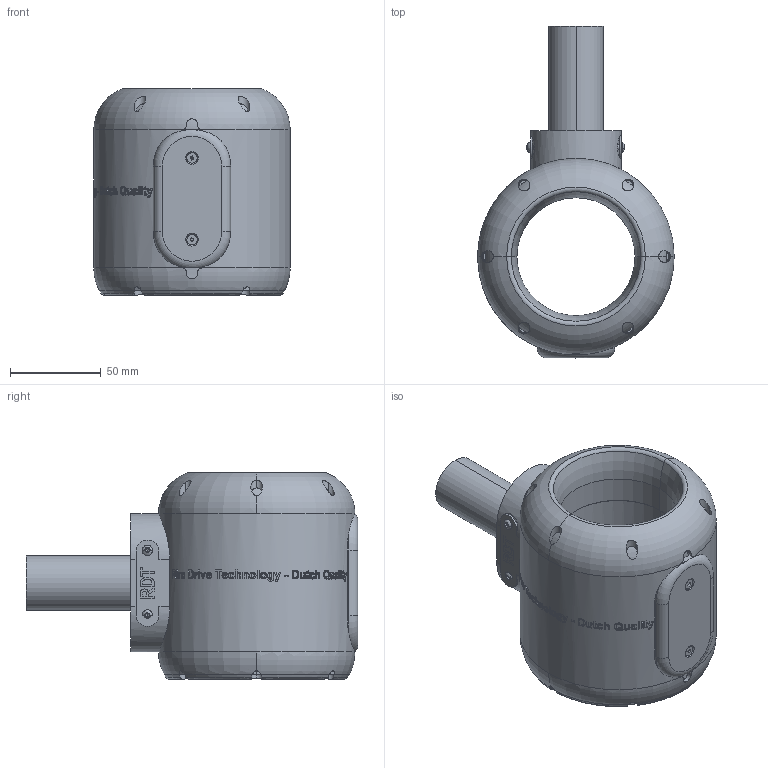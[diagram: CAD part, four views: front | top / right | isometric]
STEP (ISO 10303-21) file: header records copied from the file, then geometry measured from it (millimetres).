
FILE_DESCRIPTION (( 'STEP AP214' ), '1' );
FILE_NAME ('P-065-030-rev-B.STEP', '2021-05-31T10:34:18', ( '' ), ( '' ), 'SwSTEP 2.0', 'SolidWorks 2021', '' );
FILE_SCHEMA (( 'AUTOMOTIVE_DESIGN' ));
Length unit declared in the file: millimetre
Products named in the file (1): P-065-030-rev-B
Bounding box: 108 x 182.51 x 113.7 mm (x, y, z)
Volume: 696912 mm3; surface area: 91739.6 mm2
Topology: 5 solids, 16 shells, 1174 faces, 2975 edges, 1898 vertices
Faces by surface type: bspline 443, plane 316, cylinder 251, torus 92, cone 64, sphere 8
Entity records: 81515 total; most frequent: CARTESIAN_POINT 49108, ORIENTED_EDGE 5894, DIRECTION 3432, EDGE_CURVE 2947, VERTEX_POINT 1898, B_SPLINE_CURVE_WITH_KNOTS 1598, AXIS2_PLACEMENT_3D 1351, EDGE_LOOP 1295
